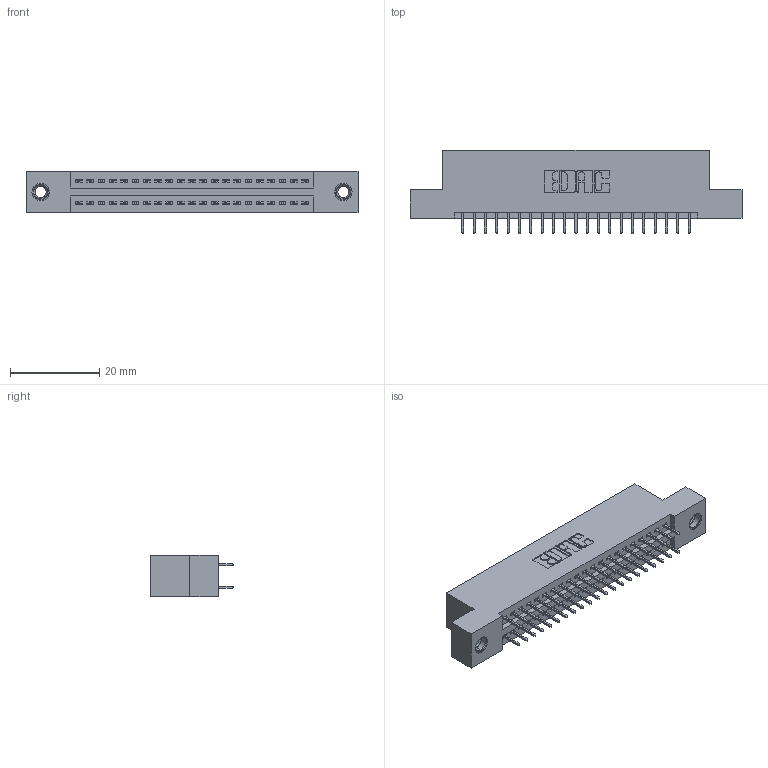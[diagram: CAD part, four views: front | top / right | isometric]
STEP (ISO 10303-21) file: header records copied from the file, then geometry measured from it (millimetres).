
FILE_DESCRIPTION (( 'STEP AP203' ), '1' );
FILE_NAME ('895-042-525-207.STEP', '2020-09-27T01:36:08', ( '' ), ( '' ), 'SwSTEP 2.0', 'SolidWorks 2020', '' );
FILE_SCHEMA (( 'CONFIG_CONTROL_DESIGN' ));
Length unit declared in the file: inch
Products named in the file (4): 845 Part_Flush Mounting Lugs - 0.156 Dia-TI; 345-292-001_345-293-125; 345-250-001_345-250-005-103; 895-042-525-207
Assembly tree (45 placements, depth 2):
  895-042-525-207
    845 Part_Flush Mounting Lugs - 0.156 Dia-TI
    345-292-001_345-293-125  x42
    345-250-001_345-250-005-103  x2
Bounding box: 74.55 x 18.72 x 9.4 mm (x, y, z)
Volume: 6964.2 mm3; surface area: 9707.1 mm2
Topology: 45 solids, 45 shells, 2454 faces, 6903 edges, 4426 vertices
Faces by surface type: plane 1750, cylinder 688, cone 12, torus 4
Entity records: 20564 total; most frequent: CARTESIAN_POINT 3447, ORIENTED_EDGE 3374, DIRECTION 3093, EDGE_CURVE 1687, LINE 1455, VECTOR 1455, VERTEX_POINT 1116, AXIS2_PLACEMENT_3D 819
